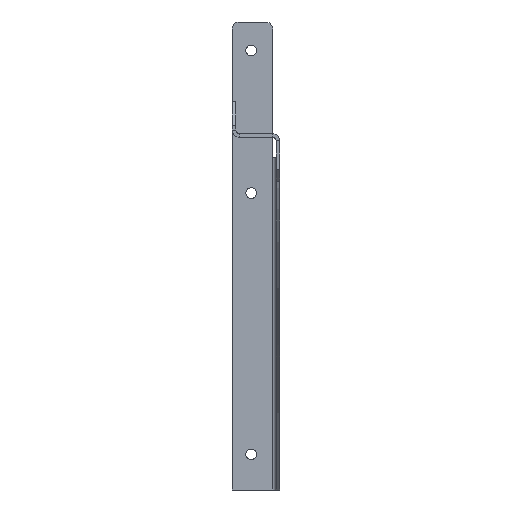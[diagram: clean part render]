
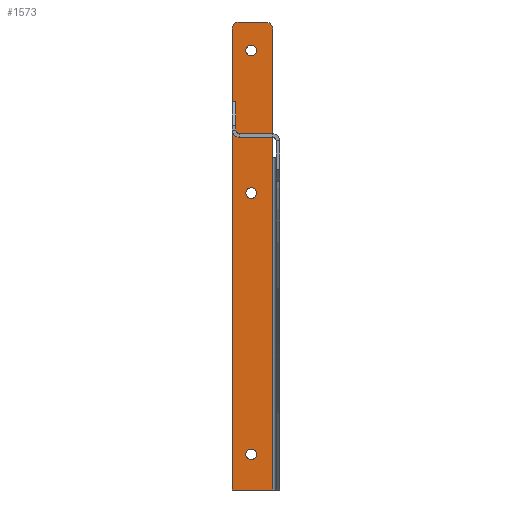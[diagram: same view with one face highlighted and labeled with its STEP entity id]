
A CAD part, left-side view. The second image highlights one B-rep face of the part: STEP entity #1573.
In plain terms, the highlighted planar face has unit normal (-1, 0, 0).
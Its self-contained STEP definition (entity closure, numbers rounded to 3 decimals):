
#14=FACE_BOUND('',#223,.T.);
#15=FACE_BOUND('',#224,.T.);
#16=FACE_BOUND('',#225,.T.);
#66=PLANE('',#1736);
#140=FACE_OUTER_BOUND('',#222,.T.);
#222=EDGE_LOOP('',(#1229,#1230,#1231,#1232,#1233,#1234,#1235));
#223=EDGE_LOOP('',(#1236));
#224=EDGE_LOOP('',(#1237));
#225=EDGE_LOOP('',(#1238));
#374=LINE('',#2553,#522);
#377=LINE('',#2559,#525);
#378=LINE('',#2561,#526);
#379=LINE('',#2563,#527);
#380=LINE('',#2565,#528);
#522=VECTOR('',#2092,10.);
#525=VECTOR('',#2097,10.);
#526=VECTOR('',#2098,10.);
#527=VECTOR('',#2099,10.);
#528=VECTOR('',#2100,10.);
#584=CIRCLE('',#1631,2.25);
#586=CIRCLE('',#1634,2.25);
#588=CIRCLE('',#1637,2.25);
#639=CIRCLE('',#1733,3.);
#641=CIRCLE('',#1737,3.);
#662=VERTEX_POINT('',#2263);
#664=VERTEX_POINT('',#2269);
#666=VERTEX_POINT('',#2275);
#755=VERTEX_POINT('',#2543);
#756=VERTEX_POINT('',#2544);
#759=VERTEX_POINT('',#2552);
#761=VERTEX_POINT('',#2558);
#762=VERTEX_POINT('',#2560);
#763=VERTEX_POINT('',#2562);
#764=VERTEX_POINT('',#2564);
#809=EDGE_CURVE('',#662,#662,#584,.T.);
#812=EDGE_CURVE('',#664,#664,#586,.T.);
#815=EDGE_CURVE('',#666,#666,#588,.T.);
#948=EDGE_CURVE('',#755,#756,#639,.T.);
#952=EDGE_CURVE('',#756,#759,#374,.T.);
#955=EDGE_CURVE('',#755,#761,#377,.T.);
#956=EDGE_CURVE('',#762,#761,#378,.T.);
#957=EDGE_CURVE('',#762,#763,#379,.T.);
#958=EDGE_CURVE('',#764,#763,#380,.T.);
#959=EDGE_CURVE('',#759,#764,#641,.T.);
#1229=ORIENTED_EDGE('',*,*,#948,.F.);
#1230=ORIENTED_EDGE('',*,*,#955,.T.);
#1231=ORIENTED_EDGE('',*,*,#956,.F.);
#1232=ORIENTED_EDGE('',*,*,#957,.T.);
#1233=ORIENTED_EDGE('',*,*,#958,.F.);
#1234=ORIENTED_EDGE('',*,*,#959,.F.);
#1235=ORIENTED_EDGE('',*,*,#952,.F.);
#1236=ORIENTED_EDGE('',*,*,#809,.T.);
#1237=ORIENTED_EDGE('',*,*,#812,.T.);
#1238=ORIENTED_EDGE('',*,*,#815,.T.);
#1573=ADVANCED_FACE('',(#140,#14,#15,#16),#66,.T.);
#1631=AXIS2_PLACEMENT_3D('',#2265,#1796,#1797);
#1634=AXIS2_PLACEMENT_3D('',#2271,#1803,#1804);
#1637=AXIS2_PLACEMENT_3D('',#2277,#1810,#1811);
#1733=AXIS2_PLACEMENT_3D('',#2545,#2084,#2085);
#1736=AXIS2_PLACEMENT_3D('',#2557,#2095,#2096);
#1737=AXIS2_PLACEMENT_3D('',#2566,#2101,#2102);
#1796=DIRECTION('center_axis',(1.,0.,0.));
#1797=DIRECTION('ref_axis',(0.,0.,
-1.));
#1803=DIRECTION('center_axis',(1.,0.,0.));
#1804=DIRECTION('ref_axis',(0.,0.,
-1.));
#1810=DIRECTION('center_axis',(1.,0.,0.));
#1811=DIRECTION('ref_axis',(0.,0.,
-1.));
#2084=DIRECTION('center_axis',(1.,0.,0.));
#2085=DIRECTION('ref_axis',(0.,0.707,0.707));
#2092=DIRECTION('',(0.,-1.,0.));
#2095=DIRECTION('center_axis',(-1.,0.,0.));
#2096=DIRECTION('ref_axis',(0.,0.,1.));
#2097=DIRECTION('',(0.,0.,-1.));
#2098=DIRECTION('',(0.,1.,0.));
#2099=DIRECTION('',(0.,0.,1.));
#2100=DIRECTION('',(0.,0.,-1.));
#2101=DIRECTION('center_axis',(1.,0.,0.));
#2102=DIRECTION('ref_axis',(0.,-0.707,0.707));
#2263=CARTESIAN_POINT('',(-1.5,12.,37.25));
#2265=CARTESIAN_POINT('Origin',(-1.5,12.,35.));
#2269=CARTESIAN_POINT('',(-1.5,12.,-22.75));
#2271=CARTESIAN_POINT('Origin',(-1.5,12.,-25.));
#2275=CARTESIAN_POINT('',(-1.5,12.,-132.75));
#2277=CARTESIAN_POINT('Origin',(-1.5,12.,-135.));
#2543=CARTESIAN_POINT('',(-1.5,20.,44.));
#2544=CARTESIAN_POINT('',(-1.5,17.,47.));
#2545=CARTESIAN_POINT('Origin',(-1.5,17.,44.));
#2552=CARTESIAN_POINT('',(-1.5,6.,47.));
#2553=CARTESIAN_POINT('',(-1.5,20.,47.));
#2557=CARTESIAN_POINT('Origin',(-1.5,9.804,-76.5));
#2558=CARTESIAN_POINT('',(-1.5,20.,-150.));
#2559=CARTESIAN_POINT('',(-1.5,20.,-3.));
#2560=CARTESIAN_POINT('',(-1.5,3.,-150.));
#2561=CARTESIAN_POINT('',(-1.5,-0.393,-150.));
#2562=CARTESIAN_POINT('',(-1.5,3.,-10.));
#2563=CARTESIAN_POINT('',(-1.5,3.,-76.5));
#2564=CARTESIAN_POINT('',(-1.5,3.,44.));
#2565=CARTESIAN_POINT('',(-1.5,3.,-3.));
#2566=CARTESIAN_POINT('Origin',(-1.5,6.,44.));
